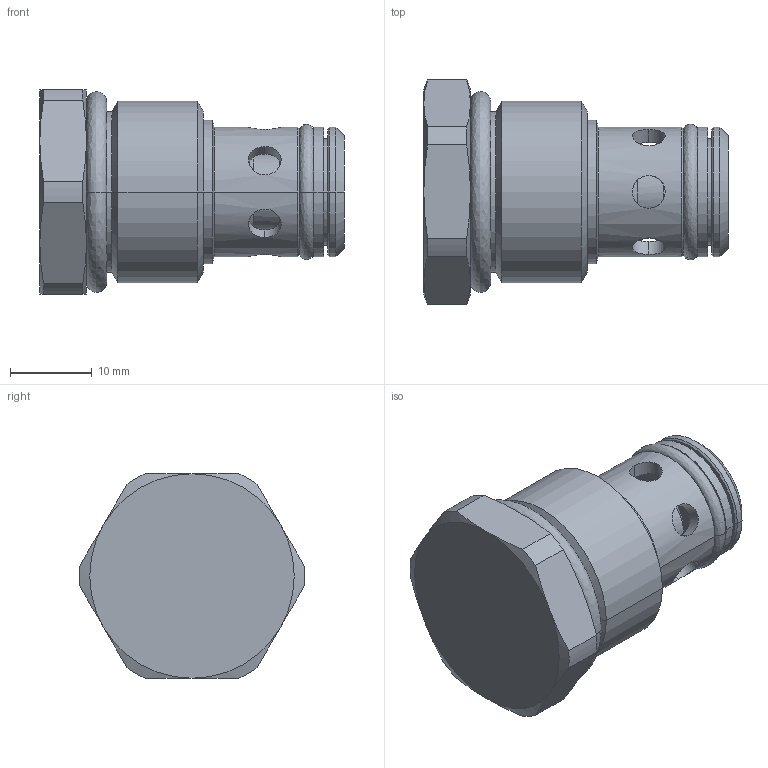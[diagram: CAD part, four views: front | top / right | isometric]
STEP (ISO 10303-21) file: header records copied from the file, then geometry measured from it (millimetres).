
FILE_DESCRIPTION((''),'2;1');
FILE_NAME('CXUTXAN','2021-03-30T',('AlainG'),('Sun Hydraulics LLC'),'PRO/ENGINEER BY PARAMETRIC TECHNOLOGY CORPORATION, 2016010','PRO/ENGINEER BY PARAMETRIC TECHNOLOGY CORPORATION, 2016010','');
FILE_SCHEMA(('AUTOMOTIVE_DESIGN { 1 0 10303 214 1 1 1 1 }'));
Length unit declared in the file: inch
Products named in the file (1): CXUTXAN
Bounding box: 37.2 x 27.49 x 25 mm (x, y, z)
Volume: 9260.9 mm3; surface area: 7419.1 mm2
Topology: 4 solids, 10 shells, 189 faces, 406 edges, 245 vertices
Faces by surface type: cylinder 84, plane 39, cone 36, bspline 14, torus 8, revolution 8
Entity records: 12953 total; most frequent: CARTESIAN_POINT 7378, DIRECTION 822, ORIENTED_EDGE 808, EDGE_CURVE 404, AXIS2_PLACEMENT_3D 349, COLOUR_RGB 277, VERTEX_POINT 245, EDGE_LOOP 229
